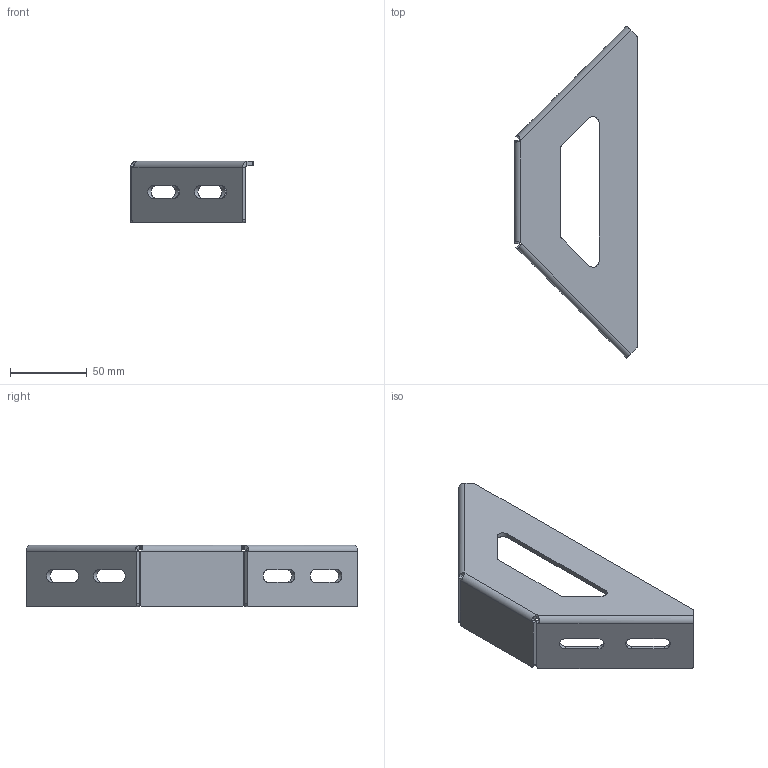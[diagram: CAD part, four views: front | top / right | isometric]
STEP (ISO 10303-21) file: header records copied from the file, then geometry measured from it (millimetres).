
FILE_DESCRIPTION (( 'STEP AP214' ), '1' );
FILE_NAME ('AL-5107.45 Óãîëîê ñòàëüíîé äëÿ 45 ïðîôèëÿ.STEP', '2022-12-09T07:44:24', ( '' ), ( '' ), 'SwSTEP 2.0', 'SolidWorks 2021', '' );
FILE_SCHEMA (( 'AUTOMOTIVE_DESIGN' ));
Length unit declared in the file: millimetre
Products named in the file (1): AL-5107.45 Óãîëîê ñòàëüíîé äëÿ 45 ïðîôèëÿ
Bounding box: 79.9 x 215.66 x 40 mm (x, y, z)
Volume: 55933.6 mm3; surface area: 40926.2 mm2
Topology: 1 solids, 1 shells, 82 faces, 216 edges, 136 vertices
Faces by surface type: plane 38, cylinder 28, bspline 16
Entity records: 2726 total; most frequent: CARTESIAN_POINT 771, ORIENTED_EDGE 432, DIRECTION 342, EDGE_CURVE 216, VERTEX_POINT 136, AXIS2_PLACEMENT_3D 115, VECTOR 112, LINE 112
